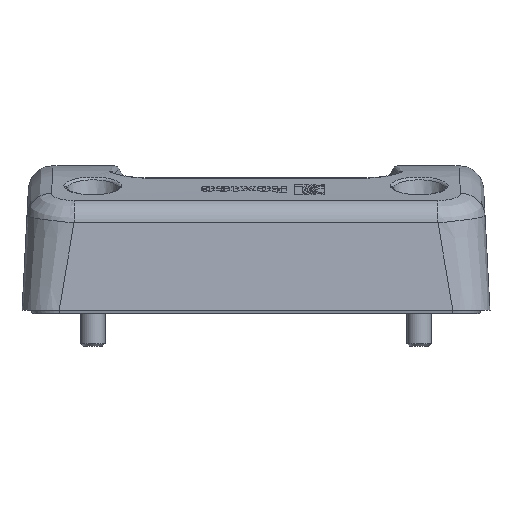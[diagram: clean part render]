
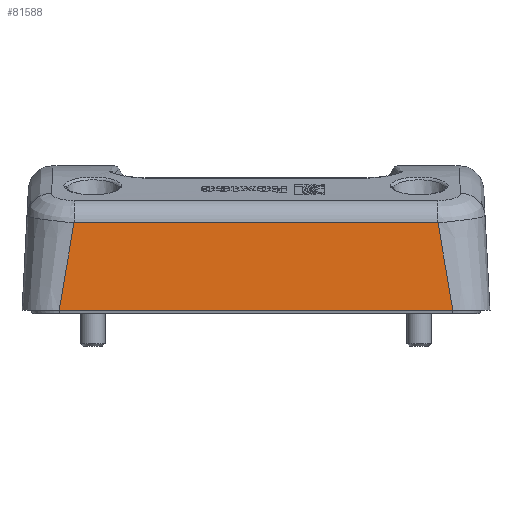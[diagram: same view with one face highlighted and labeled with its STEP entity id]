
A CAD part, front view. The second image highlights one B-rep face of the part: STEP entity #81588.
In plain terms, the highlighted planar face has unit normal (0, -0.999, 0.052).
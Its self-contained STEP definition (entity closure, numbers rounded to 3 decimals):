
#6816=CARTESIAN_POINT('',(31.972,-38.,-15.2));
#6817=VERTEX_POINT('',#6816);
#6825=CARTESIAN_POINT('',(-31.972,-38.,-15.2));
#6826=VERTEX_POINT('',#6825);
#6827=CARTESIAN_POINT('',(31.972,-38.,-15.2));
#6828=DIRECTION('',(-1.0,0.0,0.0));
#6829=VECTOR('',#6828,63.943);
#6830=LINE('',#6827,#6829);
#6831=EDGE_CURVE('',#6817,#6826,#6830,.T.);
#81274=CARTESIAN_POINT('',(-29.552,-37.254,-0.961));
#81275=VERTEX_POINT('',#81274);
#81376=CARTESIAN_POINT('',(-29.552,-37.254,-0.961));
#81377=DIRECTION('',(-0.167,-0.052,-0.985));
#81378=VECTOR('',#81377,14.463);
#81379=LINE('',#81376,#81378);
#81380=EDGE_CURVE('',#81275,#6826,#81379,.T.);
#81565=CARTESIAN_POINT('',(35.169,-38.037,-15.912));
#81566=DIRECTION('',(0.0,0.999,-0.052));
#81567=DIRECTION('',(0.0,0.052,0.999));
#81568=AXIS2_PLACEMENT_3D('',#81565,#81566,#81567);
#81569=PLANE('',#81568);
#81570=CARTESIAN_POINT('',(29.552,-37.254,-0.961));
#81571=VERTEX_POINT('',#81570);
#81572=CARTESIAN_POINT('',(29.552,-37.254,-0.961));
#81573=DIRECTION('',(0.167,-0.052,-0.985));
#81574=VECTOR('',#81573,14.463);
#81575=LINE('',#81572,#81574);
#81576=EDGE_CURVE('',#81571,#6817,#81575,.T.);
#81577=ORIENTED_EDGE('',*,*,#81576,.F.);
#81578=CARTESIAN_POINT('',(29.552,-37.254,-0.961));
#81579=DIRECTION('',(-1.0,0.0,0.0));
#81580=VECTOR('',#81579,59.104);
#81581=LINE('',#81578,#81580);
#81582=EDGE_CURVE('',#81571,#81275,#81581,.T.);
#81583=ORIENTED_EDGE('',*,*,#81582,.T.);
#81584=ORIENTED_EDGE('',*,*,#81380,.T.);
#81585=ORIENTED_EDGE('',*,*,#6831,.F.);
#81586=EDGE_LOOP('',(#81577,#81583,#81584,#81585));
#81587=FACE_OUTER_BOUND('',#81586,.T.);
#81588=ADVANCED_FACE('',(#81587),#81569,.F.);
